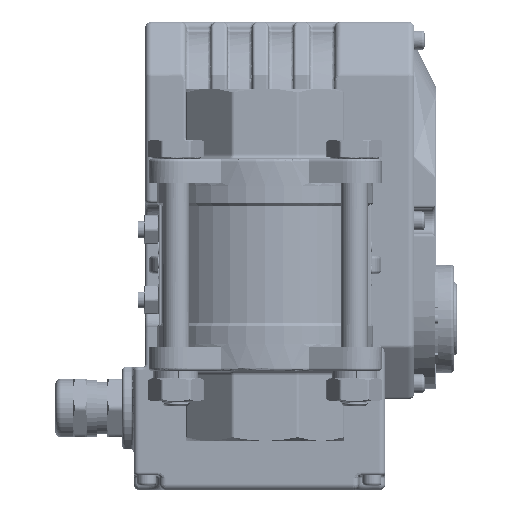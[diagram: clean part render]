
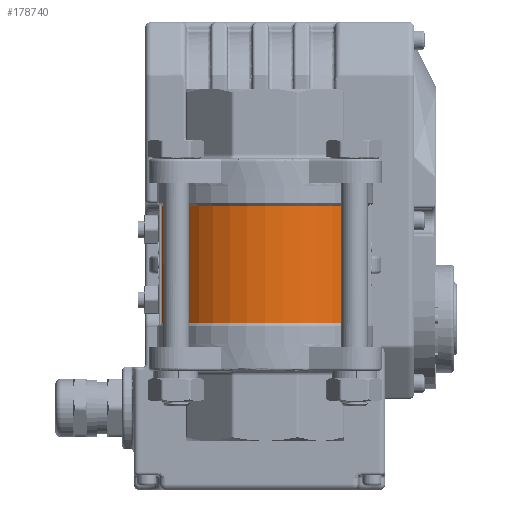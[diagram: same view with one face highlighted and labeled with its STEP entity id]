
A CAD part, front view. The second image highlights one B-rep face of the part: STEP entity #178740.
In plain terms, the highlighted cylindrical face has radius 36 mm (diameter 72 mm), a partial arc.
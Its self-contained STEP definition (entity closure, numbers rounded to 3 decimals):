
#18547 = CARTESIAN_POINT ( 'NONE',  ( 0., 0., 20. ) ) ;
#22461 = AXIS2_PLACEMENT_3D ( 'NONE', #46474, #188180, #66814 ) ;
#26196 = ORIENTED_EDGE ( 'NONE', *, *, #88102, .F. ) ;
#34989 = LINE ( 'NONE', #118588, #183876 ) ;
#37829 = CARTESIAN_POINT ( 'NONE',  ( 35.256, -7.279, 20. ) ) ;
#38947 = DIRECTION ( 'NONE',  ( 1., 0., 0. ) ) ;
#46474 = CARTESIAN_POINT ( 'NONE',  ( 0., 0., -20. ) ) ;
#65713 = CARTESIAN_POINT ( 'NONE',  ( -35.256, -7.279, -20. ) ) ;
#66814 = DIRECTION ( 'NONE',  ( -1., 0., 0. ) ) ;
#67734 = EDGE_LOOP ( 'NONE', ( #26196, #99387, #173146, #80054 ) ) ;
#80054 = ORIENTED_EDGE ( 'NONE', *, *, #152925, .T. ) ;
#88102 = EDGE_CURVE ( 'NONE', #197823, #118133, #113830, .T. ) ;
#92887 = CIRCLE ( 'NONE', #22461, 36. ) ;
#99387 = ORIENTED_EDGE ( 'NONE', *, *, #147092, .T. ) ;
#113830 = LINE ( 'NONE', #140586, #215353 ) ;
#118133 = VERTEX_POINT ( 'NONE', #158979 ) ;
#118588 = CARTESIAN_POINT ( 'NONE',  ( 35.256, -7.279, -27. ) ) ;
#120576 = AXIS2_PLACEMENT_3D ( 'NONE', #18547, #160227, #38947 ) ;
#140586 = CARTESIAN_POINT ( 'NONE',  ( -35.256, -7.279, -27. ) ) ;
#141328 = DIRECTION ( 'NONE',  ( 1., 0., 0. ) ) ;
#147092 = EDGE_CURVE ( 'NONE', #197823, #218928, #92887, .T. ) ;
#148205 = EDGE_CURVE ( 'NONE', #218928, #193507, #34989, .T. ) ;
#152925 = EDGE_CURVE ( 'NONE', #193507, #118133, #226324, .T. ) ;
#158979 = CARTESIAN_POINT ( 'NONE',  ( -35.256, -7.279, 20. ) ) ;
#160227 = DIRECTION ( 'NONE',  ( 0., 0., -1. ) ) ;
#160832 = CARTESIAN_POINT ( 'NONE',  ( 0., 0., -27. ) ) ;
#160939 = DIRECTION ( 'NONE',  ( 0., 0., 1. ) ) ;
#173146 = ORIENTED_EDGE ( 'NONE', *, *, #148205, .T. ) ;
#178740 = ADVANCED_FACE ( 'NONE', ( #261494 ), #236069, .T. ) ;
#181293 = DIRECTION ( 'NONE',  ( 0., 0., 1. ) ) ;
#183876 = VECTOR ( 'NONE', #260431, 1000. ) ;
#184250 = CARTESIAN_POINT ( 'NONE',  ( 35.256, -7.279, -20. ) ) ;
#188180 = DIRECTION ( 'NONE',  ( 0., 0., 1. ) ) ;
#193507 = VERTEX_POINT ( 'NONE', #37829 ) ;
#197823 = VERTEX_POINT ( 'NONE', #65713 ) ;
#215353 = VECTOR ( 'NONE', #160939, 1000. ) ;
#218928 = VERTEX_POINT ( 'NONE', #184250 ) ;
#226324 = CIRCLE ( 'NONE', #120576, 36. ) ;
#236069 = CYLINDRICAL_SURFACE ( 'NONE', #242797, 36. ) ;
#242797 = AXIS2_PLACEMENT_3D ( 'NONE', #160832, #181293, #141328 ) ;
#260431 = DIRECTION ( 'NONE',  ( 0., 0., 1. ) ) ;
#261494 = FACE_OUTER_BOUND ( 'NONE', #67734, .T. ) ;
